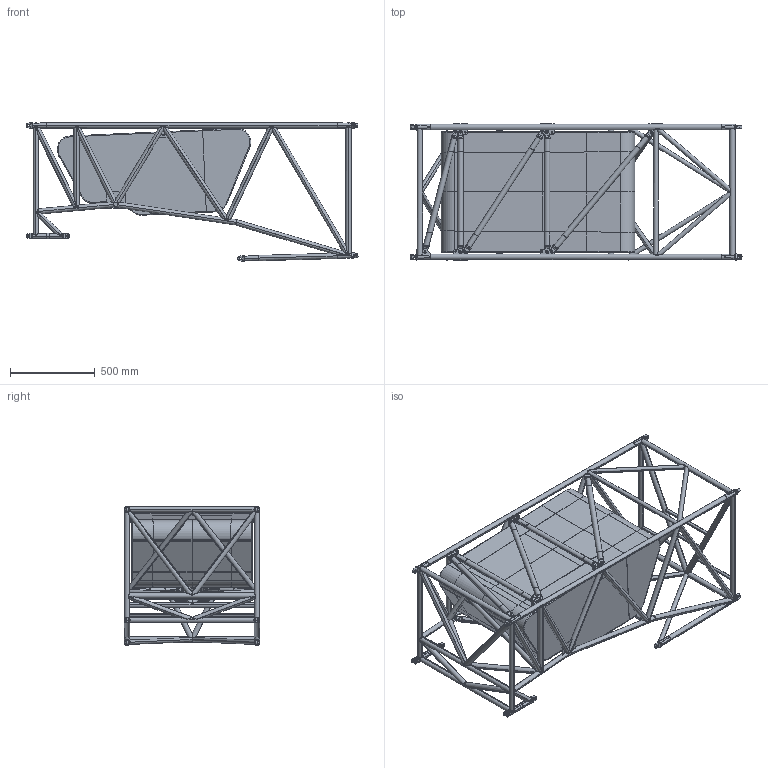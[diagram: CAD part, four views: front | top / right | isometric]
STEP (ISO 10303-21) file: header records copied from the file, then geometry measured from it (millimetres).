
FILE_DESCRIPTION(('3DEXPERIENCE STEP','CAx-IF Rec.Pracs.--- Model Styling and Organization---1.5--- 2016-08-15','CAx-IF Rec.Pracs.---Supplemental Geometry---1.0---2011-11-01','CAx-IF Rec.Pracs.--- Composite Materials ---3.4---2017-06-13','CAx-IF Rec.Pracs.---Tessellated 3D Geometry---1.0---2015-12-17'),'2;1');
FILE_NAME('Aripa_fuzelaj A.stp','2023-05-27T15:50:40+00:00',('none'),('none'),'3DEXPERIENCE Platform3DEXPERIENCE R2023x HotFix 2.14','3DEXPERIENCE Platform STEP AP242 v2','none');
FILE_SCHEMA(('AP242_MANAGED_MODEL_BASED_3D_ENGINEERING_MIM_LF {1 0 10303 442 1 1 4}'));
Products named in the file (82): Aripa_fuzelaj; FA-53-00-00; FA-53-10-10; FA-53-10-10-009; FA-53-10-10-023; FA-53-10-10-025; FA-53-10-10-026; FA-53-10-10-027; FA-53-10-10-031; FA-53-10-10-032; FA-53-10-10-033; FA-53-10-10-034; FA-53-10-11; FA-53-10-11-009; FA-53-10-11-011; FA-53-10-11-013; FA-53-10-11-015; FA-53-10-11-017; FA-53-10-11-019; FA-53-10-11-021; FA-53-10-11-023; FA-53-10-11-029; FA-53-10-11-033; FA-53-10-11-035; FA-53-10-51; FA-53-10-51-001; FA-53-10-51-003; FA-53-10-51-005; FA-53-10-51-007; FA-53-10-53; FA-53-10-53-001; FA-53-10-53-003; FA-53-10-55; FA-53-10-11-003; FA-53-10-11-005; FA-53-10-11-007; FA-53-10-11-025; FA-53-10-12; FA-53-10-52; FA-53-10-52-002 ...
Assembly tree (126 placements, depth 6):
  Aripa_fuzelaj
    FA-53-00-00
      FA-53-10-10
        FA-53-10-10-009
        FA-53-10-10-023
        FA-53-10-10-025
        FA-53-10-10-026
        FA-53-10-10-027  x2
        FA-53-10-10-031
        FA-53-10-10-032
        FA-53-10-10-033
        FA-53-10-10-034
        FA-53-10-11
          FA-53-10-11-009
          FA-53-10-11-011
          FA-53-10-11-013
          FA-53-10-11-015
          FA-53-10-11-017
          FA-53-10-11-019
          FA-53-10-11-021
          FA-53-10-11-023
          FA-53-10-11-029
          FA-53-10-11-033
          FA-53-10-11-035
          FA-53-10-51
            FA-53-10-51-001
            FA-53-10-51-003  x2
            FA-53-10-51-005
            FA-53-10-51-007  x2
          FA-53-10-51-007
          FA-53-10-53
            FA-53-10-53-001
            FA-53-10-53-003
          FA-53-10-55
            FA-53-10-11-003
            FA-53-10-11-005
            FA-53-10-11-007
            FA-53-10-11-025
            FA-53-10-51-003
        FA-53-10-12
          FA-53-10-11-009
          FA-53-10-11-011
          FA-53-10-11-013
          FA-53-10-11-015
          FA-53-10-11-017
          FA-53-10-11-019
          FA-53-10-11-021
          FA-53-10-11-023
          FA-53-10-11-029
          FA-53-10-11-033
          FA-53-10-11-035
          FA-53-10-51-007
          FA-53-10-52
            FA-53-10-51-003  x3
            FA-53-10-51-007  x2
            FA-53-10-52-002
          FA-53-10-54
            FA-53-10-53-001
            FA-53-10-53-003
          FA-53-10-56
Bounding box: 1953.4 x 800.13 x 817.2 mm (x, y, z)
Volume: 11887723.8 mm3; surface area: 13785694.9 mm2
Topology: 120 solids, 120 shells, 2274 faces, 5964 edges, 3832 vertices
Faces by surface type: cylinder 1259, plane 907, extrusion 32, bspline 28, cone 24, torus 24
Entity records: 54336 total; most frequent: CARTESIAN_POINT 23694, ORIENTED_EDGE 6972, DIRECTION 4311, EDGE_CURVE 3486, VERTEX_POINT 2211, AXIS2_PLACEMENT_3D 1784, B_SPLINE_CURVE_WITH_KNOTS 1597, VECTOR 1414
